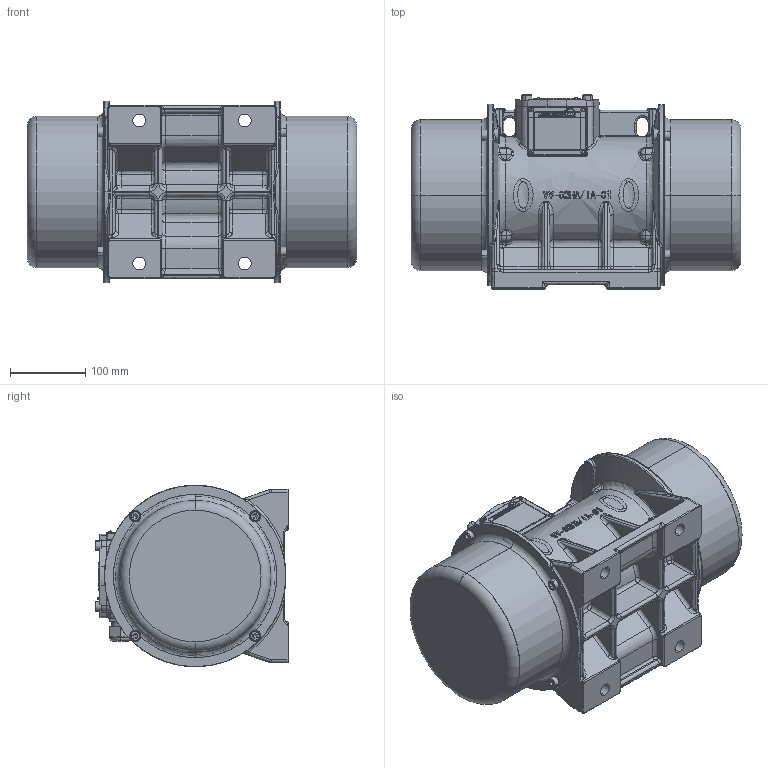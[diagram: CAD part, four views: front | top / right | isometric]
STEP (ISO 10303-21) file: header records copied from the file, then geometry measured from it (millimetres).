
FILE_DESCRIPTION (( 'STEP AP214' ), '1' );
FILE_NAME ('NEG 501800.STEP', '2015-12-22T07:42:34', ( 'Netter' ), ( 'Microsoft' ), 'SwSTEP 2.0', 'SolidWorks 2015', '' );
FILE_SCHEMA (( 'AUTOMOTIVE_DESIGN' ));
Length unit declared in the file: millimetre
Products named in the file (1): NEG 501800
Bounding box: 438 x 257.51 x 241 mm (x, y, z)
Volume: 3980857.6 mm3; surface area: 1003805.5 mm2
Topology: 12 solids, 25 shells, 3000 faces, 8290 edges, 5253 vertices
Faces by surface type: plane 1316, bspline 1267, cylinder 237, cone 76, torus 74, sphere 30
Entity records: 197798 total; most frequent: CARTESIAN_POINT 128319, ORIENTED_EDGE 16004, DIRECTION 9213, EDGE_CURVE 8002, VERTEX_POINT 5253, VECTOR 3785, LINE 3785, EDGE_LOOP 3261
